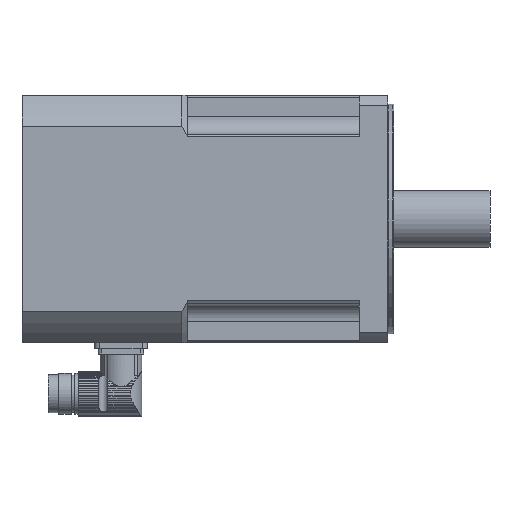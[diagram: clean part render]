
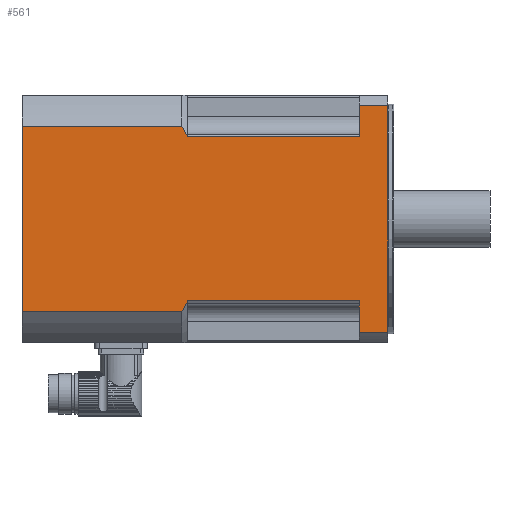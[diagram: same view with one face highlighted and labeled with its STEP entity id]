
A CAD part, left-side view. The second image highlights one B-rep face of the part: STEP entity #561.
In plain terms, the highlighted planar face has unit normal (-1, 0, 0).
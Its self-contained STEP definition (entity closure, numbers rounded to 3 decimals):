
#561=ADVANCED_FACE('',(#854),#800,.T.);
#800=PLANE('',#4375);
#854=FACE_OUTER_BOUND('',#1076,.T.);
#1076=EDGE_LOOP('',(#1501,#1502,#1503,#1504,#1505,#1506,#1507,#1508,#1509,
#1510,#1511,#1512,#1513,#1514));
#1353=B_SPLINE_CURVE_WITH_KNOTS('',3,(#6071,#6072,#6073,#6074),.UNSPECIFIED.,
.F.,.F.,(4,4),(0.,1.),.UNSPECIFIED.);
#1354=B_SPLINE_CURVE_WITH_KNOTS('',3,(#6094,#6095,#6096,#6097),.UNSPECIFIED.,
.F.,.F.,(4,4),(0.,1.),.UNSPECIFIED.);
#1501=ORIENTED_EDGE('',*,*,#3221,.T.);
#1502=ORIENTED_EDGE('',*,*,#3222,.T.);
#1503=ORIENTED_EDGE('',*,*,#3223,.T.);
#1504=ORIENTED_EDGE('',*,*,#3224,.F.);
#1505=ORIENTED_EDGE('',*,*,#3225,.T.);
#1506=ORIENTED_EDGE('',*,*,#3226,.F.);
#1507=ORIENTED_EDGE('',*,*,#3227,.T.);
#1508=ORIENTED_EDGE('',*,*,#3228,.F.);
#1509=ORIENTED_EDGE('',*,*,#3229,.T.);
#1510=ORIENTED_EDGE('',*,*,#3230,.F.);
#1511=ORIENTED_EDGE('',*,*,#3231,.T.);
#1512=ORIENTED_EDGE('',*,*,#3232,.T.);
#1513=ORIENTED_EDGE('',*,*,#3233,.T.);
#1514=ORIENTED_EDGE('',*,*,#3234,.F.);
#2783=VERTEX_POINT('',#6069);
#2784=VERTEX_POINT('',#6070);
#2785=VERTEX_POINT('',#6075);
#2786=VERTEX_POINT('',#6077);
#2787=VERTEX_POINT('',#6079);
#2788=VERTEX_POINT('',#6081);
#2789=VERTEX_POINT('',#6083);
#2790=VERTEX_POINT('',#6085);
#2791=VERTEX_POINT('',#6087);
#2792=VERTEX_POINT('',#6089);
#2793=VERTEX_POINT('',#6091);
#2794=VERTEX_POINT('',#6093);
#2795=VERTEX_POINT('',#6098);
#2796=VERTEX_POINT('',#6100);
#3221=EDGE_CURVE('',#2783,#2784,#3862,.T.);
#3222=EDGE_CURVE('',#2784,#2785,#1353,.T.);
#3223=EDGE_CURVE('',#2785,#2786,#3863,.T.);
#3224=EDGE_CURVE('',#2787,#2786,#3864,.T.);
#3225=EDGE_CURVE('',#2787,#2788,#3865,.T.);
#3226=EDGE_CURVE('',#2789,#2788,#3866,.T.);
#3227=EDGE_CURVE('',#2789,#2790,#3867,.T.);
#3228=EDGE_CURVE('',#2791,#2790,#3868,.T.);
#3229=EDGE_CURVE('',#2791,#2792,#3869,.T.);
#3230=EDGE_CURVE('',#2793,#2792,#3870,.T.);
#3231=EDGE_CURVE('',#2793,#2794,#3871,.T.);
#3232=EDGE_CURVE('',#2794,#2795,#1354,.T.);
#3233=EDGE_CURVE('',#2795,#2796,#3872,.T.);
#3234=EDGE_CURVE('',#2783,#2796,#3873,.T.);
#3862=LINE('',#6068,#4118);
#3863=LINE('',#6076,#4119);
#3864=LINE('',#6078,#4120);
#3865=LINE('',#6080,#4121);
#3866=LINE('',#6082,#4122);
#3867=LINE('',#6084,#4123);
#3868=LINE('',#6086,#4124);
#3869=LINE('',#6088,#4125);
#3870=LINE('',#6090,#4126);
#3871=LINE('',#6092,#4127);
#3872=LINE('',#6099,#4128);
#3873=LINE('',#6101,#4129);
#4118=VECTOR('',#4855,1.);
#4119=VECTOR('',#4856,1.);
#4120=VECTOR('',#4857,1.);
#4121=VECTOR('',#4858,1.);
#4122=VECTOR('',#4859,1.);
#4123=VECTOR('',#4860,1.);
#4124=VECTOR('',#4861,1.);
#4125=VECTOR('',#4862,1.);
#4126=VECTOR('',#4863,1.);
#4127=VECTOR('',#4864,1.);
#4128=VECTOR('',#4865,1.);
#4129=VECTOR('',#4866,1.);
#4375=AXIS2_PLACEMENT_3D('',#6102,#4867,#4868);
#4855=DIRECTION('',(0.,-1.,0.));
#4856=DIRECTION('',(0.,0.,1.));
#4857=DIRECTION('',(0.,1.,0.));
#4858=DIRECTION('',(0.,0.,-1.));
#4859=DIRECTION('',(0.,1.,0.));
#4860=DIRECTION('',(0.,0.,1.));
#4861=DIRECTION('',(0.,-1.,0.));
#4862=DIRECTION('',(0.,0.,-1.));
#4863=DIRECTION('',(0.,-1.,0.));
#4864=DIRECTION('',(0.,0.,1.));
#4865=DIRECTION('',(0.,1.,0.));
#4866=DIRECTION('',(0.,0.,1.));
#4867=DIRECTION('',(-1.,0.,0.));
#4868=DIRECTION('',(0.,0.,1.));
#6068=CARTESIAN_POINT('',(-35.,113.,-17.5));
#6069=CARTESIAN_POINT('',(-35.,206.5,-17.5));
#6070=CARTESIAN_POINT('',(-35.,116.,-17.5));
#6071=CARTESIAN_POINT('',(-35.,116.,-17.5));
#6072=CARTESIAN_POINT('',(-35.,114.975,-15.792));
#6073=CARTESIAN_POINT('',(-35.,113.974,-14.069));
#6074=CARTESIAN_POINT('',(-35.,113.,-12.331));
#6075=CARTESIAN_POINT('',(-35.,113.,-12.331));
#6076=CARTESIAN_POINT('',(-35.,113.,-35.));
#6077=CARTESIAN_POINT('',(-35.,113.,-11.433));
#6078=CARTESIAN_POINT('',(-35.,113.,-11.433));
#6079=CARTESIAN_POINT('',(-35.,15.5,-11.433));
#6080=CARTESIAN_POINT('',(-35.,15.5,-35.));
#6081=CARTESIAN_POINT('',(-35.,15.5,-29.226));
#6082=CARTESIAN_POINT('',(-35.,-0.5,-29.226));
#6083=CARTESIAN_POINT('',(-35.,-0.5,-29.226));
#6084=CARTESIAN_POINT('',(-35.,-0.5,-35.));
#6085=CARTESIAN_POINT('',(-35.,-0.5,99.226));
#6086=CARTESIAN_POINT('',(-35.,-0.5,99.226));
#6087=CARTESIAN_POINT('',(-35.,15.5,99.226));
#6088=CARTESIAN_POINT('',(-35.,15.5,-35.));
#6089=CARTESIAN_POINT('',(-35.,15.5,81.433));
#6090=CARTESIAN_POINT('',(-35.,113.,81.433));
#6091=CARTESIAN_POINT('',(-35.,113.,81.433));
#6092=CARTESIAN_POINT('',(-35.,113.,-35.));
#6093=CARTESIAN_POINT('',(-35.,113.,82.331));
#6094=CARTESIAN_POINT('',(-35.,113.,82.331));
#6095=CARTESIAN_POINT('',(-35.,113.974,84.069));
#6096=CARTESIAN_POINT('',(-35.,114.975,85.792));
#6097=CARTESIAN_POINT('',(-35.,116.,87.5));
#6098=CARTESIAN_POINT('',(-35.,116.,87.5));
#6099=CARTESIAN_POINT('',(-35.,113.,87.5));
#6100=CARTESIAN_POINT('',(-35.,206.5,87.5));
#6101=CARTESIAN_POINT('',(-35.,206.5,-35.));
#6102=CARTESIAN_POINT('',(-35.,56.25,-35.));
